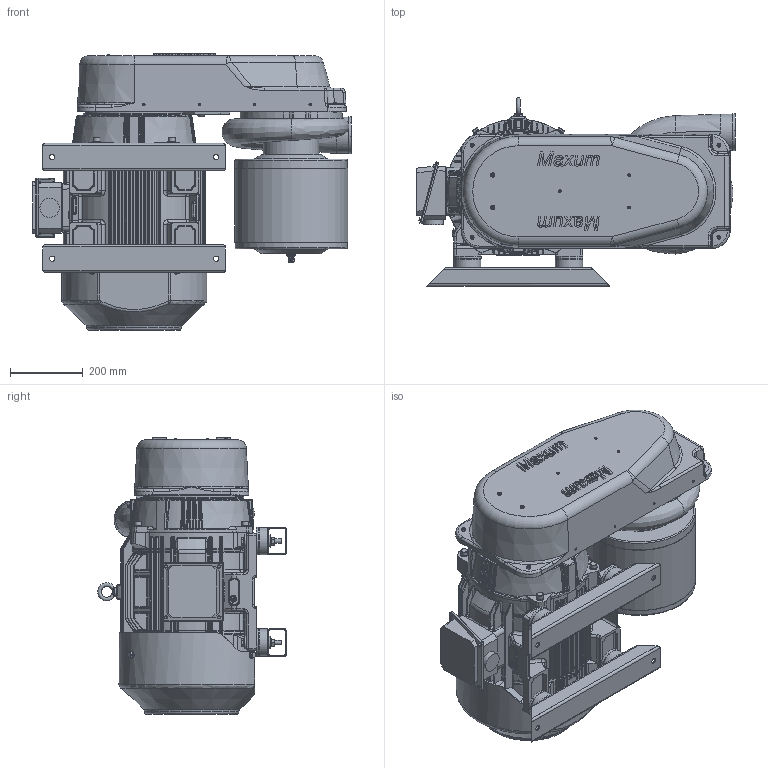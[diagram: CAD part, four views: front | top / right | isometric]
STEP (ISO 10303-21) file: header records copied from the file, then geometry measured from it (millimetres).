
FILE_DESCRIPTION(/* description */ (''),/* implementation_level */ '2;1');
FILE_NAME(/* name */ 'BAP30xM005_A.stp',/* time_stamp */ '2021-05-19T12:48:58-04:00',/* author */ ('James'),/* organization */ (''),/* preprocessor_version */ 'ST-DEVELOPER v18.1',/* originating_system */ 'Autodesk Inventor 2021',/* authorisation */ '');
FILE_SCHEMA (('AUTOMOTIVE_DESIGN { 1 0 10303 214 3 1 1 }'));
Length unit declared in the file: inch
Products named in the file (1): BAP30xM005_A
Bounding box: 875.11 x 518.33 x 761.2 mm (x, y, z)
Volume: 119404143.2 mm3; surface area: 3249925.2 mm2
Topology: 1 solids, 1 shells, 4652 faces, 11217 edges, 6643 vertices
Faces by surface type: bspline 1510, plane 1027, cylinder 1008, torus 533, cone 370, sphere 204
Full cylindrical faces by diameter (mm): 4.701 x4, 5 x4, 6 x1, 7.463 x2, 7.6 x5, 8.5 x3, 9.525 x1, 9.754 x3, 10.5 x4, 12 x10, 14.3 x4, 15 x2, 16 x4, 18 x10, 21 x1, 21.1 x4, 22.073 x8, 25.4 x2, 34.925 x8, 53 x1, 75 x4, 76.2 x4, 100.012 x1, 152.4 x2, 260 x1, 266.7 x1, 280 x1, 308.61 x2, 310.896 x1
Entity records: 203165 total; most frequent: CARTESIAN_POINT 99257, ORIENTED_EDGE 22194, DIRECTION 19370, EDGE_CURVE 11097, AXIS2_PLACEMENT_3D 8102, VERTEX_POINT 6643, EDGE_LOOP 4866, FACE_OUTER_BOUND 4652
